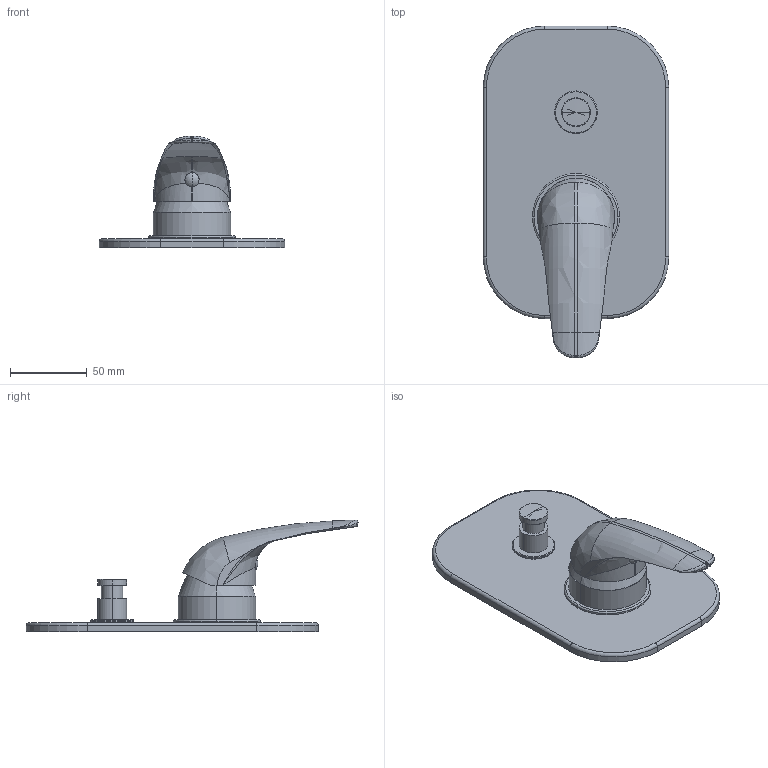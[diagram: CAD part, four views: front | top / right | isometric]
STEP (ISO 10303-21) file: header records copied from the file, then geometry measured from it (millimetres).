
FILE_DESCRIPTION((''),'2;1');
FILE_NAME('DU015CR','2021-11-09T13:39:11',('ut3'),('PAFFONI SpA'),'CREO PARAMETRIC BY PTC INC, 2020044','CREO PARAMETRIC BY PTC INC, 2020044','');
FILE_SCHEMA(('CONFIG_CONTROL_DESIGN','SHAPE_APPEARANCE_LAYERS_GROUPS'));
Length unit declared in the file: millimetre
Products named in the file (1): DU015CR
Bounding box: 120.5 x 215.67 x 72.72 mm (x, y, z)
Volume: 231435.7 mm3; surface area: 65956.9 mm2
Topology: 1 solids, 1 shells, 108 faces, 259 edges, 155 vertices
Faces by surface type: cylinder 38, plane 26, bspline 20, torus 16, sphere 6, cone 2
Entity records: 5441 total; most frequent: CARTESIAN_POINT 2245, ORIENTED_EDGE 504, DIRECTION 488, EDGE_CURVE 252, AXIS2_PLACEMENT_3D 206, VERTEX_POINT 155, CIRCLE 118, EDGE_LOOP 117
